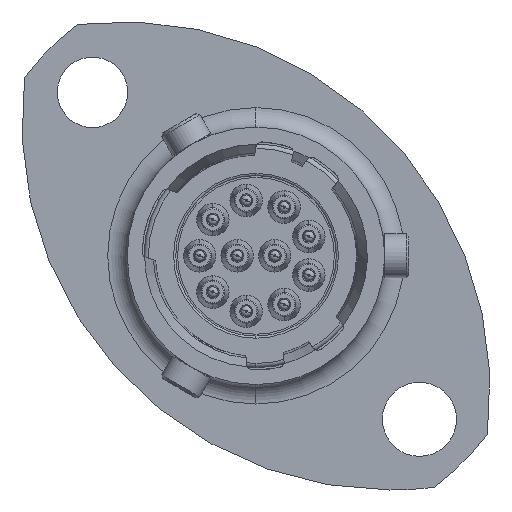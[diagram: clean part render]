
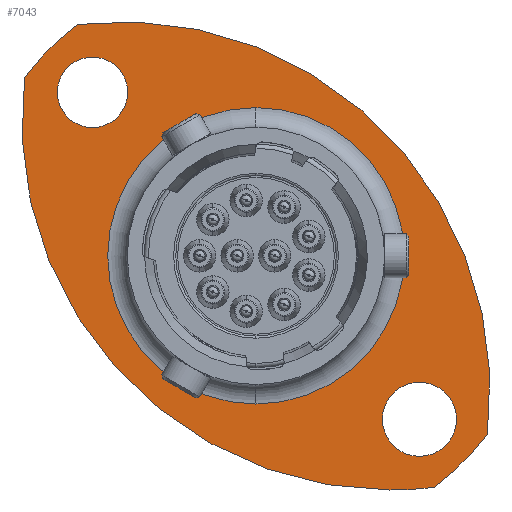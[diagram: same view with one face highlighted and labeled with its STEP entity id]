
A CAD part, left-side view. The second image highlights one B-rep face of the part: STEP entity #7043.
In plain terms, the highlighted planar face has unit normal (-1, 0, 0).
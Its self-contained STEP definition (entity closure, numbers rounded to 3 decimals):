
#211 = ORIENTED_EDGE ( 'NONE', *, *, #1704, .F. ) ;
#455 = CIRCLE ( 'NONE', #12745, 17. ) ;
#1042 = DIRECTION ( 'NONE',  ( 0., 0., -1. ) ) ;
#1223 = VERTEX_POINT ( 'NONE', #31160 ) ;
#1645 = CIRCLE ( 'NONE', #15455, 13.5 ) ;
#1704 = EDGE_CURVE ( 'NONE', #28377, #10826, #17137, .T. ) ;
#2169 = CIRCLE ( 'NONE', #8962, 17. ) ;
#2486 = AXIS2_PLACEMENT_3D ( 'NONE', #20711, #29582, #2938 ) ;
#2499 = CARTESIAN_POINT ( 'NONE',  ( 15.98, 0., 0. ) ) ;
#2938 = DIRECTION ( 'NONE',  ( 0., 0., -1. ) ) ;
#3178 = CARTESIAN_POINT ( 'NONE',  ( 15.98, -7.548, -7.548 ) ) ;
#3961 = DIRECTION ( 'NONE',  ( 0., 0., -1. ) ) ;
#4245 = DIRECTION ( 'NONE',  ( 0., 0., -1. ) ) ;
#5056 = FACE_BOUND ( 'NONE', #10314, .T. ) ;
#5092 = DIRECTION ( 'NONE',  ( 0., 0., -1. ) ) ;
#5428 = CARTESIAN_POINT ( 'NONE',  ( 15.98, -6.187, 6.187 ) ) ;
#5598 = CIRCLE ( 'NONE', #17964, 6.845 ) ;
#6877 = CIRCLE ( 'NONE', #22568, 1.712 ) ;
#6964 = CARTESIAN_POINT ( 'NONE',  ( 15.98, 7.548, 5.923 ) ) ;
#7043 = ADVANCED_FACE ( 'NONE', ( #5056, #28574, #19067, #13008 ), #13407, .F. ) ;
#7419 = CARTESIAN_POINT ( 'NONE',  ( 15.98, 0., 0. ) ) ;
#7429 = DIRECTION ( 'NONE',  ( -1., 0., 0. ) ) ;
#7447 = DIRECTION ( 'NONE',  ( 0., 0., 1. ) ) ;
#7715 = CARTESIAN_POINT ( 'NONE',  ( 15.98, 0., 6.845 ) ) ;
#8320 = EDGE_LOOP ( 'NONE', ( #23091, #30490, #25545, #18069, #21573 ) ) ;
#8366 = VERTEX_POINT ( 'NONE', #8789 ) ;
#8789 = CARTESIAN_POINT ( 'NONE',  ( 15.98, -10.687, -8.248 ) ) ;
#8962 = AXIS2_PLACEMENT_3D ( 'NONE', #5428, #30057, #29866 ) ;
#9378 = CIRCLE ( 'NONE', #24059, 1.625 ) ;
#9639 = ORIENTED_EDGE ( 'NONE', *, *, #18637, .T. ) ;
#9906 = DIRECTION ( 'NONE',  ( 0., 0., -1. ) ) ;
#9965 = DIRECTION ( 'NONE',  ( 0., 0., -1. ) ) ;
#10271 = CIRCLE ( 'NONE', #24520, 6.845 ) ;
#10314 = EDGE_LOOP ( 'NONE', ( #29355, #9639 ) ) ;
#10826 = VERTEX_POINT ( 'NONE', #11898 ) ;
#11201 = VERTEX_POINT ( 'NONE', #7715 ) ;
#11332 = EDGE_CURVE ( 'NONE', #20168, #14592, #455, .T. ) ;
#11768 = ORIENTED_EDGE ( 'NONE', *, *, #21229, .F. ) ;
#11898 = CARTESIAN_POINT ( 'NONE',  ( 15.98, -7.548, -9.26 ) ) ;
#11981 = AXIS2_PLACEMENT_3D ( 'NONE', #13190, #15413, #30305 ) ;
#12700 = CARTESIAN_POINT ( 'NONE',  ( 15.98, -7.548, -5.837 ) ) ;
#12745 = AXIS2_PLACEMENT_3D ( 'NONE', #14783, #14091, #4245 ) ;
#12768 = CARTESIAN_POINT ( 'NONE',  ( 15.98, 6.187, -6.187 ) ) ;
#13008 = FACE_OUTER_BOUND ( 'NONE', #8320, .T. ) ;
#13054 = CARTESIAN_POINT ( 'NONE',  ( 15.98, 10.687, 8.248 ) ) ;
#13190 = CARTESIAN_POINT ( 'NONE',  ( 15.98, 0., 0. ) ) ;
#13407 = PLANE ( 'NONE',  #20126 ) ;
#13493 = CARTESIAN_POINT ( 'NONE',  ( 15.98, 8.248, 10.687 ) ) ;
#14088 = AXIS2_PLACEMENT_3D ( 'NONE', #12768, #22807, #29783 ) ;
#14091 = DIRECTION ( 'NONE',  ( -1., 0., 0. ) ) ;
#14128 = CARTESIAN_POINT ( 'NONE',  ( 15.98, -7.548, -7.548 ) ) ;
#14349 = DIRECTION ( 'NONE',  ( 0., 0., -1. ) ) ;
#14592 = VERTEX_POINT ( 'NONE', #30491 ) ;
#14783 = CARTESIAN_POINT ( 'NONE',  ( 15.98, -6.187, 6.187 ) ) ;
#15413 = DIRECTION ( 'NONE',  ( -1., 0., 0. ) ) ;
#15455 = AXIS2_PLACEMENT_3D ( 'NONE', #17078, #21851, #7447 ) ;
#15513 = CIRCLE ( 'NONE', #11981, 13.5 ) ;
#15746 = EDGE_CURVE ( 'NONE', #8366, #29997, #20177, .T. ) ;
#16207 = AXIS2_PLACEMENT_3D ( 'NONE', #3178, #22564, #1042 ) ;
#17078 = CARTESIAN_POINT ( 'NONE',  ( 15.98, 0., 0. ) ) ;
#17137 = CIRCLE ( 'NONE', #16207, 1.712 ) ;
#17263 = EDGE_CURVE ( 'NONE', #23715, #8366, #1645, .T. ) ;
#17375 = EDGE_CURVE ( 'NONE', #14592, #23715, #2169, .T. ) ;
#17903 = VERTEX_POINT ( 'NONE', #20981 ) ;
#17964 = AXIS2_PLACEMENT_3D ( 'NONE', #2499, #24211, #9906 ) ;
#18069 = ORIENTED_EDGE ( 'NONE', *, *, #15746, .T. ) ;
#18161 = ORIENTED_EDGE ( 'NONE', *, *, #19312, .F. ) ;
#18401 = CARTESIAN_POINT ( 'NONE',  ( 15.98, 5.945, 0. ) ) ;
#18637 = EDGE_CURVE ( 'NONE', #11201, #1223, #10271, .T. ) ;
#19067 = FACE_BOUND ( 'NONE', #25402, .T. ) ;
#19312 = EDGE_CURVE ( 'NONE', #17903, #28577, #9378, .T. ) ;
#20126 = AXIS2_PLACEMENT_3D ( 'NONE', #18401, #23363, #3961 ) ;
#20168 = VERTEX_POINT ( 'NONE', #13054 ) ;
#20177 = CIRCLE ( 'NONE', #14088, 17. ) ;
#20711 = CARTESIAN_POINT ( 'NONE',  ( 15.98, 7.548, 7.548 ) ) ;
#20957 = EDGE_CURVE ( 'NONE', #28577, #17903, #23994, .T. ) ;
#20981 = CARTESIAN_POINT ( 'NONE',  ( 15.98, 7.548, 9.173 ) ) ;
#21229 = EDGE_CURVE ( 'NONE', #10826, #28377, #6877, .T. ) ;
#21573 = ORIENTED_EDGE ( 'NONE', *, *, #26186, .T. ) ;
#21851 = DIRECTION ( 'NONE',  ( -1., 0., 0. ) ) ;
#21927 = CARTESIAN_POINT ( 'NONE',  ( 15.98, 7.548, 7.548 ) ) ;
#22564 = DIRECTION ( 'NONE',  ( -1., 0., 0. ) ) ;
#22568 = AXIS2_PLACEMENT_3D ( 'NONE', #14128, #29031, #14349 ) ;
#22807 = DIRECTION ( 'NONE',  ( -1., 0., 0. ) ) ;
#22909 = EDGE_LOOP ( 'NONE', ( #11768, #211 ) ) ;
#23091 = ORIENTED_EDGE ( 'NONE', *, *, #11332, .T. ) ;
#23363 = DIRECTION ( 'NONE',  ( 1., 0., 0. ) ) ;
#23715 = VERTEX_POINT ( 'NONE', #30320 ) ;
#23994 = CIRCLE ( 'NONE', #2486, 1.625 ) ;
#24059 = AXIS2_PLACEMENT_3D ( 'NONE', #21927, #7429, #9965 ) ;
#24176 = EDGE_CURVE ( 'NONE', #1223, #11201, #5598, .T. ) ;
#24211 = DIRECTION ( 'NONE',  ( 1., 0., 0. ) ) ;
#24520 = AXIS2_PLACEMENT_3D ( 'NONE', #7419, #26834, #5092 ) ;
#25402 = EDGE_LOOP ( 'NONE', ( #30068, #18161 ) ) ;
#25545 = ORIENTED_EDGE ( 'NONE', *, *, #17263, .T. ) ;
#26186 = EDGE_CURVE ( 'NONE', #29997, #20168, #15513, .T. ) ;
#26834 = DIRECTION ( 'NONE',  ( 1., 0., 0. ) ) ;
#28377 = VERTEX_POINT ( 'NONE', #12700 ) ;
#28574 = FACE_BOUND ( 'NONE', #22909, .T. ) ;
#28577 = VERTEX_POINT ( 'NONE', #6964 ) ;
#29031 = DIRECTION ( 'NONE',  ( -1., 0., 0. ) ) ;
#29355 = ORIENTED_EDGE ( 'NONE', *, *, #24176, .T. ) ;
#29582 = DIRECTION ( 'NONE',  ( -1., 0., 0. ) ) ;
#29783 = DIRECTION ( 'NONE',  ( 0., 0., -1. ) ) ;
#29866 = DIRECTION ( 'NONE',  ( 0., 0., -1. ) ) ;
#29997 = VERTEX_POINT ( 'NONE', #13493 ) ;
#30057 = DIRECTION ( 'NONE',  ( -1., 0., 0. ) ) ;
#30068 = ORIENTED_EDGE ( 'NONE', *, *, #20957, .F. ) ;
#30305 = DIRECTION ( 'NONE',  ( 0., 0., 1. ) ) ;
#30320 = CARTESIAN_POINT ( 'NONE',  ( 15.98, -8.248, -10.687 ) ) ;
#30490 = ORIENTED_EDGE ( 'NONE', *, *, #17375, .T. ) ;
#30491 = CARTESIAN_POINT ( 'NONE',  ( 15.98, -6.187, -10.813 ) ) ;
#31160 = CARTESIAN_POINT ( 'NONE',  ( 15.98, 0., -6.845 ) ) ;
